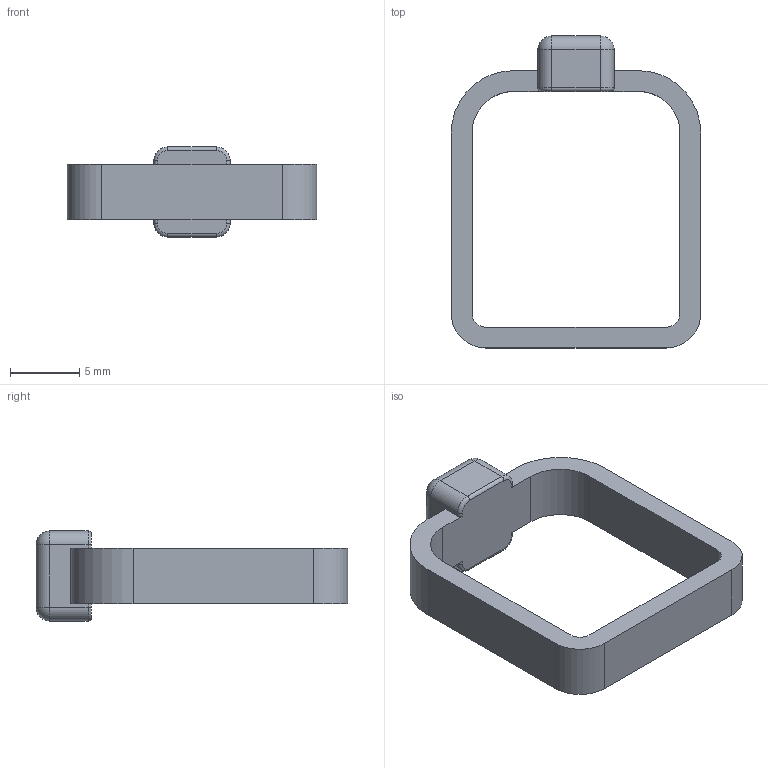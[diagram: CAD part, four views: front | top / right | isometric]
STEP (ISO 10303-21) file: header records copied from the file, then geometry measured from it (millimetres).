
FILE_DESCRIPTION(/* description */ ('CAx-IF Rec.Pracs.---Representation and Presentation of Product Manufacturing Information (PMI)---4.0---2014-10-13','CAx-IF Rec.Pracs.---3D Tessellated Geometry---0.4---2014-09-14','2;1'),/* implementation_level */ '2;1');
FILE_NAME(/* name */ 'M_Zip_Tie_Symbolic_Square',/* time_stamp */ '2024-04-10T09:55:48+02:00',/* author */ ('Philippe COLBACH'),/* organization */ ('ETH Zurich'),/* preprocessor_version */ 'ST-DEVELOPER v18.1',/* originating_system */ 'SIEMENS PLM Software NX 1988',/* authorisation */ $);
FILE_SCHEMA (('AP242_MANAGED_MODEL_BASED_3D_ENGINEERING_MIM_LF { 1 0 10303 442 3 1 4 }'));
Length unit declared in the file: millimetre
Products named in the file (1): M_Zip_Tie_Symbolic_Square
Bounding box: 18 x 22.5 x 6.5 mm (x, y, z)
Volume: 493.6 mm3; surface area: 793 mm2
Topology: 1 solids, 1 shells, 46 faces, 122 edges, 72 vertices
Faces by surface type: cylinder 22, plane 16, sphere 4, torus 4
Entity records: 1548 total; most frequent: DIRECTION 292, CARTESIAN_POINT 261, ORIENTED_EDGE 236, EDGE_CURVE 118, AXIS2_PLACEMENT_3D 111, VERTEX_POINT 72, LINE 70, VECTOR 70
